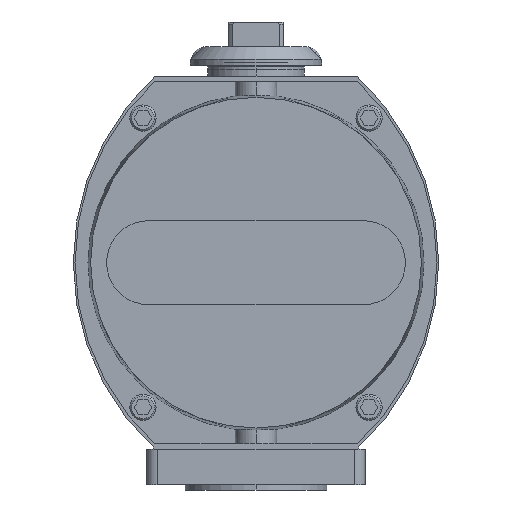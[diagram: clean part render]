
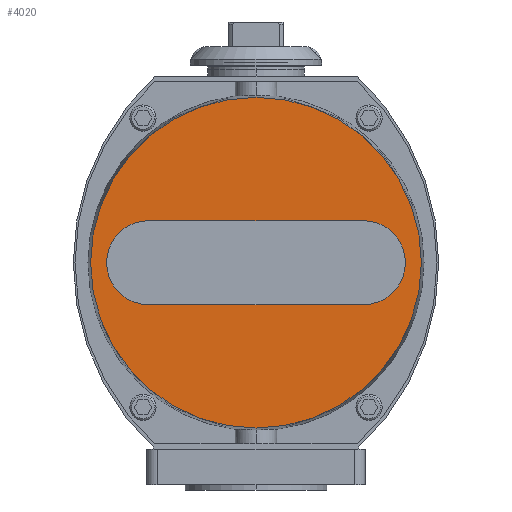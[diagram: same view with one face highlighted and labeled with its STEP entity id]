
A CAD part, left-side view. The second image highlights one B-rep face of the part: STEP entity #4020.
In plain terms, the highlighted face is planar.
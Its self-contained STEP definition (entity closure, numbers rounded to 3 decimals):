
#2786=CARTESIAN_POINT('',(84.007,151.563,0.));
#2787=VERTEX_POINT('',#2786);
#2879=CARTESIAN_POINT('',(84.007,-151.563,0.));
#2880=VERTEX_POINT('',#2879);
#2887=CARTESIAN_POINT('',(84.007,0.0,0.));
#2888=DIRECTION('',(-1.0,0.0,0.0));
#2889=DIRECTION('',(0.0,1.0,0.0));
#2890=AXIS2_PLACEMENT_3D('',#2887,#2888,#2889);
#2891=CIRCLE('',#2890,151.563);
#2892=EDGE_CURVE('',#2880,#2787,#2891,.T.);
#2904=CARTESIAN_POINT('',(84.007,136.95,0.));
#2905=VERTEX_POINT('',#2904);
#2921=CARTESIAN_POINT('',(84.007,98.45,-38.5));
#2922=VERTEX_POINT('',#2921);
#2929=CARTESIAN_POINT('',(84.007,98.45,0.));
#2930=DIRECTION('',(-1.0,0.0,0.0));
#2931=DIRECTION('',(0.0,1.0,0.0));
#2932=AXIS2_PLACEMENT_3D('',#2929,#2930,#2931);
#2933=CIRCLE('',#2932,38.5);
#2934=EDGE_CURVE('',#2905,#2922,#2933,.T.);
#2944=CARTESIAN_POINT('',(84.007,-136.95,0.));
#2945=VERTEX_POINT('',#2944);
#2954=CARTESIAN_POINT('',(84.007,-98.45,-38.5));
#2955=VERTEX_POINT('',#2954);
#2956=CARTESIAN_POINT('',(84.007,-98.45,0.));
#2957=DIRECTION('',(-1.0,0.0,0.0));
#2958=DIRECTION('',(0.0,1.0,0.0));
#2959=AXIS2_PLACEMENT_3D('',#2956,#2957,#2958);
#2960=CIRCLE('',#2959,38.5);
#2961=EDGE_CURVE('',#2955,#2945,#2960,.T.);
#3871=CARTESIAN_POINT('',(84.007,-98.45,38.5));
#3872=VERTEX_POINT('',#3871);
#3879=CARTESIAN_POINT('',(84.007,-98.45,0.));
#3880=DIRECTION('',(-1.0,0.0,0.0));
#3881=DIRECTION('',(0.0,1.0,0.0));
#3882=AXIS2_PLACEMENT_3D('',#3879,#3880,#3881);
#3883=CIRCLE('',#3882,38.5);
#3884=EDGE_CURVE('',#2945,#3872,#3883,.T.);
#3894=CARTESIAN_POINT('',(84.007,98.45,-38.5));
#3895=DIRECTION('',(0.0,-1.0,0.0));
#3896=VECTOR('',#3895,196.9);
#3897=LINE('',#3894,#3896);
#3898=EDGE_CURVE('',#2922,#2955,#3897,.T.);
#3917=CARTESIAN_POINT('',(84.007,98.45,38.5));
#3918=VERTEX_POINT('',#3917);
#3919=CARTESIAN_POINT('',(84.007,98.45,0.));
#3920=DIRECTION('',(-1.0,0.0,0.0));
#3921=DIRECTION('',(0.0,1.0,0.0));
#3922=AXIS2_PLACEMENT_3D('',#3919,#3920,#3921);
#3923=CIRCLE('',#3922,38.5);
#3924=EDGE_CURVE('',#3918,#2905,#3923,.T.);
#3949=CARTESIAN_POINT('',(84.007,-98.45,38.5));
#3950=DIRECTION('',(0.0,1.0,0.0));
#3951=VECTOR('',#3950,196.9);
#3952=LINE('',#3949,#3951);
#3953=EDGE_CURVE('',#3872,#3918,#3952,.T.);
#3986=CARTESIAN_POINT('',(84.007,0.0,0.));
#3987=DIRECTION('',(-1.0,0.0,0.0));
#3988=DIRECTION('',(0.0,1.0,0.0));
#3989=AXIS2_PLACEMENT_3D('',#3986,#3987,#3988);
#3990=CIRCLE('',#3989,151.563);
#3991=EDGE_CURVE('',#2787,#2880,#3990,.T.);
#4003=CARTESIAN_POINT('',(84.007,0.0,0.));
#4004=DIRECTION('',(1.0,0.0,0.0));
#4005=DIRECTION('',(0.0,0.0,-1.0));
#4006=AXIS2_PLACEMENT_3D('',#4003,#4004,#4005);
#4007=PLANE('',#4006);
#4008=ORIENTED_EDGE('',*,*,#3991,.F.);
#4009=ORIENTED_EDGE('',*,*,#2892,.F.);
#4010=EDGE_LOOP('',(#4008,#4009));
#4011=FACE_OUTER_BOUND('',#4010,.T.);
#4012=ORIENTED_EDGE('',*,*,#3898,.T.);
#4013=ORIENTED_EDGE('',*,*,#2961,.T.);
#4014=ORIENTED_EDGE('',*,*,#3884,.T.);
#4015=ORIENTED_EDGE('',*,*,#3953,.T.);
#4016=ORIENTED_EDGE('',*,*,#3924,.T.);
#4017=ORIENTED_EDGE('',*,*,#2934,.T.);
#4018=EDGE_LOOP('',(#4012,#4013,#4014,#4015,#4016,#4017));
#4019=FACE_BOUND('',#4018,.T.);
#4020=ADVANCED_FACE('',(#4011,#4019),#4007,.T.);
